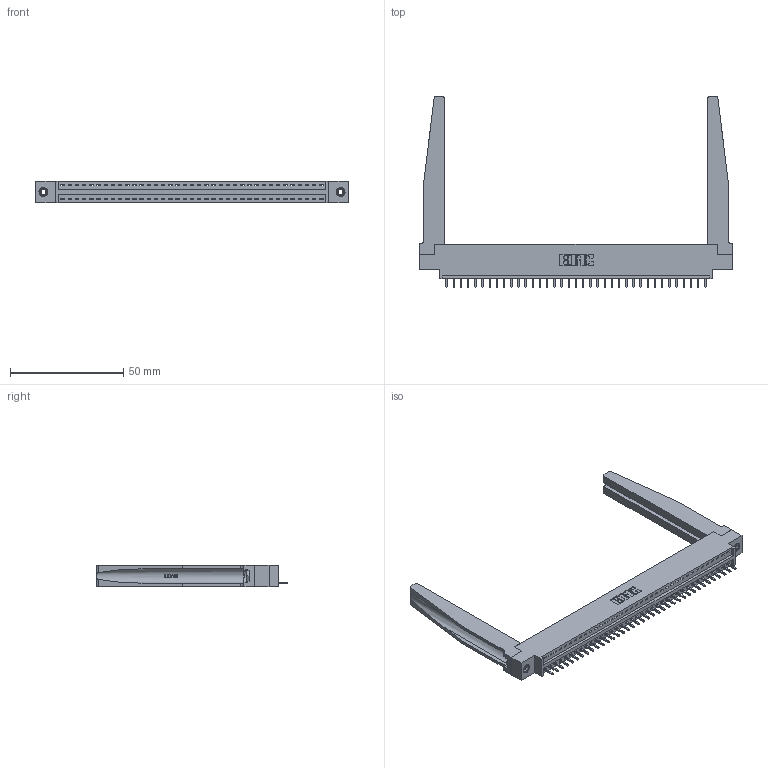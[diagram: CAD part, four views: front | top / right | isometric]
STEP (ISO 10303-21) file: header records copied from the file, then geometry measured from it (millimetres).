
FILE_DESCRIPTION (( 'STEP AP203' ), '1' );
FILE_NAME ('346-037-521-678.STEP', '2022-05-07T02:32:29', ( '' ), ( '' ), 'SwSTEP 2.0', 'SolidWorks 2020', '' );
FILE_SCHEMA (( 'CONFIG_CONTROL_DESIGN' ));
Length unit declared in the file: inch
Products named in the file (5): 345-292-001_345-293-121; 346 Part_0.170 Offset - 0.156 Dia-TH; 346-220-078_345-220-078; 346-037-521-678; 345-250-001_345-250-001-102
Assembly tree (42 placements, depth 2):
  346-037-521-678
    346 Part_0.170 Offset - 0.156 Dia-TH
    345-292-001_345-293-121  x37
    346-220-078_345-220-078  x2
    345-250-001_345-250-001-102  x2
Bounding box: 138.05 x 84.33 x 9.4 mm (x, y, z)
Volume: 19810.8 mm3; surface area: 22385.8 mm2
Topology: 42 solids, 42 shells, 2520 faces, 7497 edges, 4938 vertices
Faces by surface type: plane 1716, cylinder 752, bspline 36, cone 12, torus 4
Entity records: 28950 total; most frequent: CARTESIAN_POINT 5880, ORIENTED_EDGE 4738, DIRECTION 4177, EDGE_CURVE 2369, LINE 1995, VECTOR 1995, VERTEX_POINT 1572, AXIS2_PLACEMENT_3D 1091
